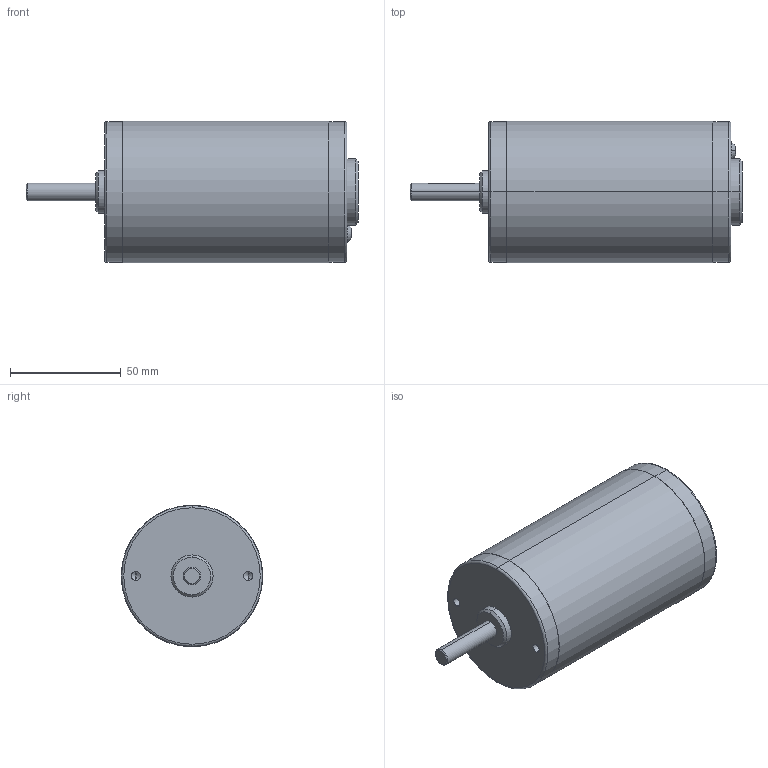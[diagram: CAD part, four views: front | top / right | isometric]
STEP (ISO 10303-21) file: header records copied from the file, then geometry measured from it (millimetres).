
FILE_DESCRIPTION (( 'STEP AP203' ), '1' );
FILE_NAME ('217-2000.STEP', '2013-01-15T16:01:54', ( '' ), ( '' ), 'SwSTEP 2.0', 'SolidWorks 2012', '' );
FILE_SCHEMA (( 'CONFIG_CONTROL_DESIGN' ));
Length unit declared in the file: millimetre
Products named in the file (1): 217-2000
Bounding box: 150.2 x 64.01 x 64.01 mm (x, y, z)
Volume: 358111.5 mm3; surface area: 30130.3 mm2
Topology: 1 solids, 1 shells, 52 faces, 108 edges, 64 vertices
Faces by surface type: cylinder 22, cone 14, plane 12, torus 4
Entity records: 1467 total; most frequent: DIRECTION 268, CARTESIAN_POINT 255, ORIENTED_EDGE 208, AXIS2_PLACEMENT_3D 113, EDGE_CURVE 104, VERTEX_POINT 64, EDGE_LOOP 62, CIRCLE 60
